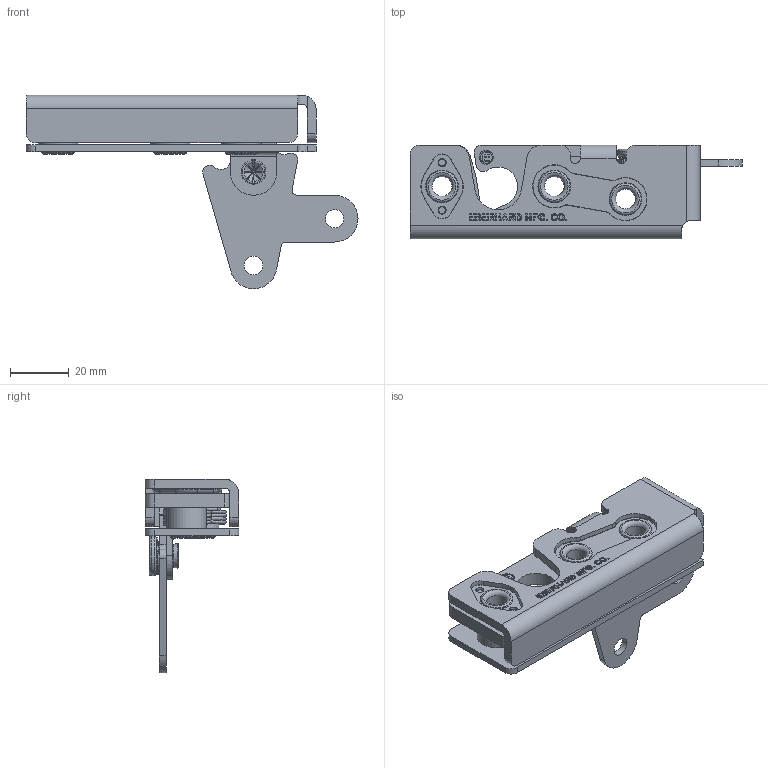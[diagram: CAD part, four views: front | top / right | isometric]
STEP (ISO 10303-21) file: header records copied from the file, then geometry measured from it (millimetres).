
FILE_DESCRIPTION(/* description */ ('LOW PROFILE ROTARY LOCK ASSEMBLY'),/* implementation_level */ '2;1');
FILE_NAME(/* name */ '1-475-R.stp',/* time_stamp */ '2023-11-29T10:18:56-05:00',/* author */ ('dtinay'),/* organization */ ('Eberhard Manufacturing Company'),/* preprocessor_version */ 'ST-DEVELOPER v20',/* originating_system */ 'Autodesk Inventor 2024',/* authorisation */ '');
FILE_SCHEMA (('AUTOMOTIVE_DESIGN { 1 0 10303 214 3 1 1 }'));
Length unit declared in the file: inch
Products named in the file (11): 1-475-R; 475-2R; 1-475-7 ; 1-475-5; 1-475-3; 1-475-4; 2-475-1R; 1-475-6; 400-14X; 10-300-SS26; 475-SS9
Assembly tree (12 placements, depth 2):
  1-475-R
    475-2R
    1-475-7   x3
    1-475-5
    1-475-3
    1-475-4
    2-475-1R
    1-475-6
    400-14X
    10-300-SS26
    475-SS9
Bounding box: 112.66 x 31.76 x 65.69 mm (x, y, z)
Volume: 32641.9 mm3; surface area: 30500.6 mm2
Topology: 12 solids, 12 shells, 884 faces, 2333 edges, 1536 vertices
Faces by surface type: plane 374, bspline 263, cylinder 155, torus 61, cone 31
Full cylindrical faces by diameter (mm): 1.143 x7, 4.032 x2, 4.826 x2, 6.223 x2, 6.286 x1, 6.667 x3, 6.858 x1, 9.08 x6, 9.601 x1, 9.779 x1, 9.97 x1, 11.367 x3, 11.62 x3, 12.7 x1, 13.335 x3
Entity records: 30687 total; most frequent: CARTESIAN_POINT 10762, ORIENTED_EDGE 4454, DIRECTION 3279, EDGE_CURVE 2227, VERTEX_POINT 1467, LINE 1215, VECTOR 1215, AXIS2_PLACEMENT_3D 1032
